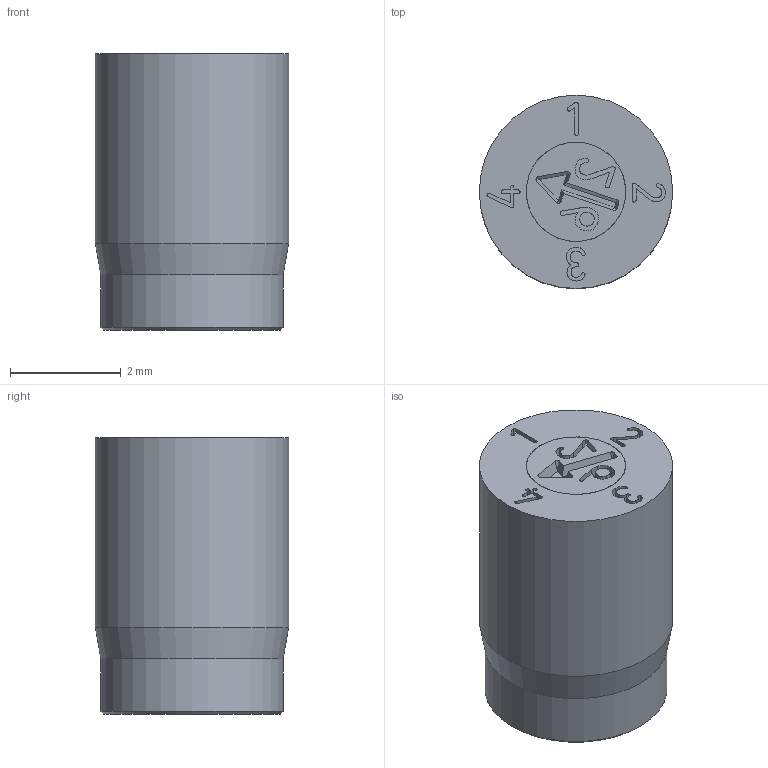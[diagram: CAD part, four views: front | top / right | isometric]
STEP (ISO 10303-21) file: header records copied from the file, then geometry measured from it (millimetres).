
FILE_DESCRIPTION(/* description */ (''),/* implementation_level */ '2;1');
FILE_NAME(/* name */ 'Dati-1300_K$3,5$26.stp',/* time_stamp */ '2025-08-18T16:42:58+02:00',/* author */ ('olafg'),/* organization */ (''),/* preprocessor_version */ 'ST-DEVELOPER v20',/* originating_system */ 'Autodesk Inventor 2024',/* authorisation */ '');
FILE_SCHEMA (('AUTOMOTIVE_DESIGN { 1 0 10303 214 3 1 1 }'));
Length unit declared in the file: millimetre
Products named in the file (3): Zusammenbau B 1303,5; 1303,5-01-00 Hülse; 1303,5-05-00 Stelleinsatz
Assembly tree (2 placements, depth 2):
  Zusammenbau B 1303,5
    1303,5-01-00 Hülse
    1303,5-05-00 Stelleinsatz
Bounding box: 3.5 x 3.5 x 5 mm (x, y, z)
Volume: 43.1 mm3; surface area: 122.2 mm2
Topology: 2 solids, 2 shells, 149 faces, 407 edges, 267 vertices
Faces by surface type: bspline 81, plane 53, cone 8, cylinder 6, torus 1
Full cylindrical faces by diameter (mm): 0.8 x1, 1.1 x1, 1.8 x2, 3.3 x1, 3.5 x1
Entity records: 5297 total; most frequent: CARTESIAN_POINT 1980, ORIENTED_EDGE 804, DIRECTION 410, EDGE_CURVE 402, VERTEX_POINT 267, LINE 216, VECTOR 216, B_SPLINE_CURVE_WITH_KNOTS 162
